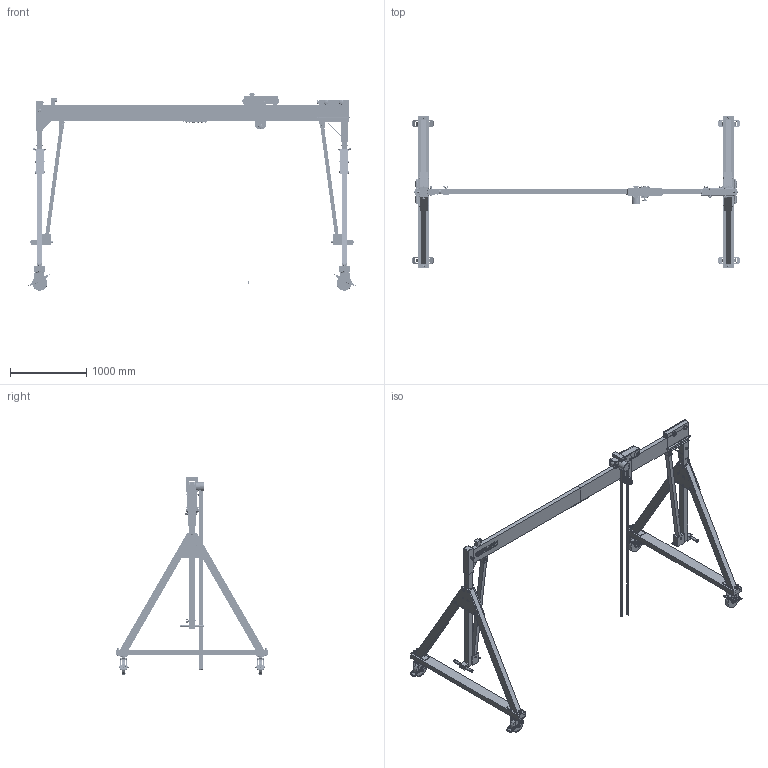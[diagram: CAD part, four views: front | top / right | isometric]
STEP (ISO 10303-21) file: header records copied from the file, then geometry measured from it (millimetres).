
FILE_DESCRIPTION(/* description */ (''),/* implementation_level */ '2;1');
FILE_NAME(/* name */ '1481040-10_Portalkran.stp',/* time_stamp */ '2021-09-28T10:21:32+02:00',/* author */ ('Stephan'),/* organization */ (''),/* preprocessor_version */ 'ST-DEVELOPER v17.2',/* originating_system */ 'Autodesk Inventor 2019',/* authorisation */ '');
FILE_SCHEMA (('AUTOMOTIVE_DESIGN { 1 0 10303 214 3 1 1 }'));
Products named in the file (2): 1481040-10_Portalkran; 1481040-10_Portalkran_Substitute_2
Assembly tree (1 placements, depth 2):
  1481040-10_Portalkran
    1481040-10_Portalkran_Substitute_2
Bounding box: 4295.86 x 1988 x 2582.17 mm (x, y, z)
Volume: 197513211.1 mm3; surface area: 12165209.1 mm2
Topology: 3 solids, 3 shells, 5814 faces, 15217 edges, 9968 vertices
Faces by surface type: plane 3146, cylinder 948, bspline 833, cone 656, torus 206, sphere 25
Full cylindrical faces by diameter (mm): 4.2 x2, 6 x13, 8 x10, 8.9 x8, 9.999 x4, 10 x43, 11.6 x24, 12 x25, 13 x6, 13.95 x24, 15.6 x24, 15.9 x3, 16 x33, 17 x8, 17.4 x10, 18 x17, 18.999 x4, 19 x4, 20 x41, 21 x8, 22 x7, 22.5 x15, 23.8 x2, 24 x14, 25 x8, 26 x2, 27 x3, 28 x16, 30 x12, 37 x1
Entity records: 253635 total; most frequent: CARTESIAN_POINT 112284, ORIENTED_EDGE 30440, DIRECTION 25237, EDGE_CURVE 15220, VERTEX_POINT 9972, AXIS2_PLACEMENT_3D 9093, LINE 7051, VECTOR 7051
